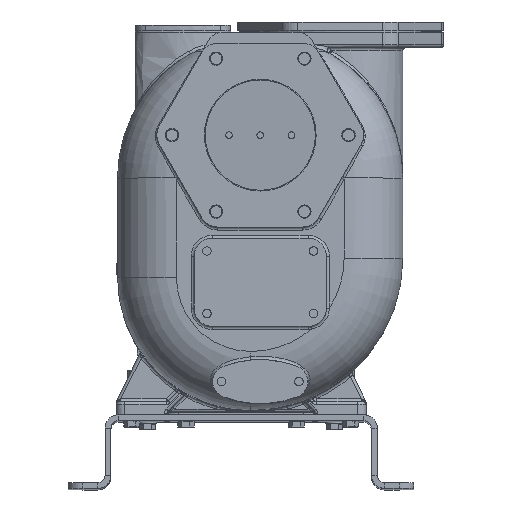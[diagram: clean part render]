
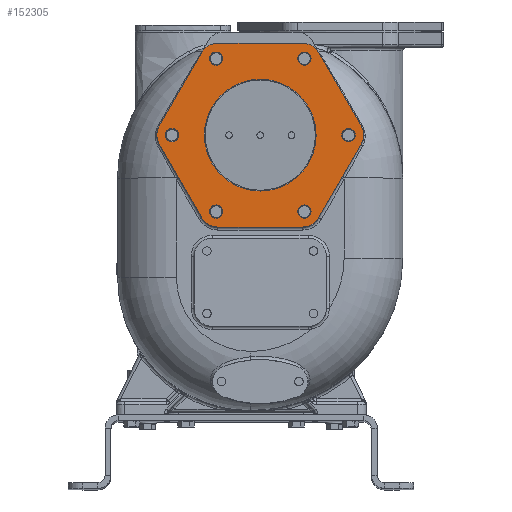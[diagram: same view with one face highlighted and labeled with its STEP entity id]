
A CAD part, top view. The second image highlights one B-rep face of the part: STEP entity #152305.
In plain terms, the highlighted planar face has unit normal (0, 0, 1).
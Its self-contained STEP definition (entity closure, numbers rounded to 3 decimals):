
#53365=CARTESIAN_POINT('',(-31.735,281.,217.5));
#53366=DIRECTION('',(0.,0.,1.));
#53367=DIRECTION('',(-0.866,-0.5,0.));
#53368=AXIS2_PLACEMENT_3D('',#53365,#53366,#53367);
#53370=DIRECTION('',(-0.5,0.866,0.));
#53371=VECTOR('',#53370,115.47);
#53372=CARTESIAN_POINT('',(-53.386,268.5,217.5));
#53373=LINE('',#53372,#53371);
#53374=CARTESIAN_POINT('',(-89.47,381.,217.5));
#53375=DIRECTION('',(0.,0.,1.));
#53376=DIRECTION('',(-0.866,0.5,0.));
#53377=AXIS2_PLACEMENT_3D('',#53374,#53375,#53376);
#53379=DIRECTION('',(0.5,0.866,0.));
#53380=VECTOR('',#53379,115.47);
#53381=CARTESIAN_POINT('',(-111.121,393.5,217.5));
#53382=LINE('',#53381,#53380);
#53383=CARTESIAN_POINT('',(-31.735,481.,217.5));
#53384=DIRECTION('',(0.,0.,1.));
#53385=DIRECTION('',(0.,1.,0.));
#53386=AXIS2_PLACEMENT_3D('',#53383,#53384,#53385);
#53388=DIRECTION('',(1.,0.,0.));
#53389=VECTOR('',#53388,115.47);
#53390=CARTESIAN_POINT('',(-31.735,506.,217.5));
#53391=LINE('',#53390,#53389);
#53392=CARTESIAN_POINT('',(83.735,481.,217.5));
#53393=DIRECTION('',(0.,0.,1.));
#53394=DIRECTION('',(0.866,0.5,0.));
#53395=AXIS2_PLACEMENT_3D('',#53392,#53393,#53394);
#53397=DIRECTION('',(0.5,-0.866,0.));
#53398=VECTOR('',#53397,115.47);
#53399=CARTESIAN_POINT('',(105.386,493.5,217.5));
#53400=LINE('',#53399,#53398);
#53401=CARTESIAN_POINT('',(141.47,381.,217.5));
#53402=DIRECTION('',(0.,0.,1.));
#53403=DIRECTION('',(0.866,-0.5,0.));
#53404=AXIS2_PLACEMENT_3D('',#53401,#53402,#53403);
#53406=DIRECTION('',(-0.5,-0.866,0.));
#53407=VECTOR('',#53406,115.47);
#53408=CARTESIAN_POINT('',(163.121,368.5,217.5));
#53409=LINE('',#53408,#53407);
#53410=CARTESIAN_POINT('',(83.735,281.,217.5));
#53411=DIRECTION('',(0.,0.,1.));
#53412=DIRECTION('',(0.,-1.,0.));
#53413=AXIS2_PLACEMENT_3D('',#53410,#53411,#53412);
#53415=DIRECTION('',(-1.,0.,0.));
#53416=VECTOR('',#53415,115.47);
#53417=CARTESIAN_POINT('',(83.735,256.,217.5));
#53418=LINE('',#53417,#53416);
#53419=CARTESIAN_POINT('',(26.,381.,217.5));
#53420=DIRECTION('',(0.,0.,-1.));
#53421=DIRECTION('',(1.,0.,0.));
#53422=AXIS2_PLACEMENT_3D('',#53419,#53420,#53421);
#53424=CARTESIAN_POINT('',(26.,381.,217.5));
#53425=DIRECTION('',(0.,0.,-1.));
#53426=DIRECTION('',(-1.,0.,0.));
#53427=AXIS2_PLACEMENT_3D('',#53424,#53425,#53426);
#53429=CARTESIAN_POINT('',(86.,484.923,217.5));
#53430=DIRECTION('',(0.,0.,1.));
#53431=DIRECTION('',(-1.,0.,0.));
#53432=AXIS2_PLACEMENT_3D('',#53429,#53430,#53431);
#53434=CARTESIAN_POINT('',(86.,484.923,217.5));
#53435=DIRECTION('',(0.,0.,1.));
#53436=DIRECTION('',(1.,0.,0.));
#53437=AXIS2_PLACEMENT_3D('',#53434,#53435,#53436);
#53439=CARTESIAN_POINT('',(146.,381.,217.5));
#53440=DIRECTION('',(0.,0.,1.));
#53441=DIRECTION('',(-0.5,0.866,0.));
#53442=AXIS2_PLACEMENT_3D('',#53439,#53440,#53441);
#53444=CARTESIAN_POINT('',(146.,381.,217.5));
#53445=DIRECTION('',(0.,0.,1.));
#53446=DIRECTION('',(0.5,-0.866,0.));
#53447=AXIS2_PLACEMENT_3D('',#53444,#53445,#53446);
#53449=CARTESIAN_POINT('',(86.,277.077,217.5));
#53450=DIRECTION('',(0.,0.,1.));
#53451=DIRECTION('',(0.5,0.866,0.));
#53452=AXIS2_PLACEMENT_3D('',#53449,#53450,#53451);
#53454=CARTESIAN_POINT('',(86.,277.077,217.5));
#53455=DIRECTION('',(0.,0.,1.));
#53456=DIRECTION('',(-0.5,-0.866,0.));
#53457=AXIS2_PLACEMENT_3D('',#53454,#53455,#53456);
#53459=CARTESIAN_POINT('',(-34.,277.077,217.5));
#53460=DIRECTION('',(0.,0.,1.));
#53461=DIRECTION('',(1.,0.,0.));
#53462=AXIS2_PLACEMENT_3D('',#53459,#53460,#53461);
#53464=CARTESIAN_POINT('',(-34.,277.077,217.5));
#53465=DIRECTION('',(0.,0.,1.));
#53466=DIRECTION('',(-1.,0.,0.));
#53467=AXIS2_PLACEMENT_3D('',#53464,#53465,#53466);
#53469=CARTESIAN_POINT('',(-94.,381.,217.5));
#53470=DIRECTION('',(0.,0.,1.));
#53471=DIRECTION('',(0.5,-0.866,0.));
#53472=AXIS2_PLACEMENT_3D('',#53469,#53470,#53471);
#53474=CARTESIAN_POINT('',(-94.,381.,217.5));
#53475=DIRECTION('',(0.,0.,1.));
#53476=DIRECTION('',(-0.5,0.866,0.));
#53477=AXIS2_PLACEMENT_3D('',#53474,#53475,#53476);
#53479=CARTESIAN_POINT('',(-34.,484.923,217.5));
#53480=DIRECTION('',(0.,0.,1.));
#53481=DIRECTION('',(-0.5,-0.866,0.));
#53482=AXIS2_PLACEMENT_3D('',#53479,#53480,#53481);
#53484=CARTESIAN_POINT('',(-34.,484.923,217.5));
#53485=DIRECTION('',(0.,0.,1.));
#53486=DIRECTION('',(0.5,0.866,0.));
#53487=AXIS2_PLACEMENT_3D('',#53484,#53485,#53486);
#76067=CARTESIAN_POINT('',(77.,484.923,217.5));
#76069=VERTEX_POINT('',#76067);
#76071=CARTESIAN_POINT('',(95.,484.923,217.5));
#76073=VERTEX_POINT('',#76071);
#76075=CARTESIAN_POINT('',(141.5,388.794,217.5));
#76077=VERTEX_POINT('',#76075);
#76079=CARTESIAN_POINT('',(150.5,373.206,217.5));
#76081=VERTEX_POINT('',#76079);
#76083=CARTESIAN_POINT('',(90.5,284.871,217.5));
#76085=VERTEX_POINT('',#76083);
#76087=CARTESIAN_POINT('',(81.5,269.283,217.5));
#76089=VERTEX_POINT('',#76087);
#76091=CARTESIAN_POINT('',(-25.,277.077,217.5));
#76093=VERTEX_POINT('',#76091);
#76095=CARTESIAN_POINT('',(-43.,277.077,217.5));
#76097=VERTEX_POINT('',#76095);
#76099=CARTESIAN_POINT('',(-89.5,373.206,217.5));
#76101=VERTEX_POINT('',#76099);
#76103=CARTESIAN_POINT('',(-98.5,388.794,217.5));
#76105=VERTEX_POINT('',#76103);
#76107=CARTESIAN_POINT('',(-38.5,477.129,217.5));
#76109=VERTEX_POINT('',#76107);
#76111=CARTESIAN_POINT('',(-29.5,492.717,217.5));
#76113=VERTEX_POINT('',#76111);
#76118=CARTESIAN_POINT('',(102.,381.,217.5));
#76119=CARTESIAN_POINT('',(-50.,381.,217.5));
#76120=VERTEX_POINT('',#76118);
#76121=VERTEX_POINT('',#76119);
#76122=CARTESIAN_POINT('',(-53.386,268.5,217.5));
#76123=CARTESIAN_POINT('',(-31.735,256.,217.5));
#76124=VERTEX_POINT('',#76122);
#76125=VERTEX_POINT('',#76123);
#76130=CARTESIAN_POINT('',(-111.121,393.5,217.5));
#76131=CARTESIAN_POINT('',(-111.121,368.5,217.5));
#76132=VERTEX_POINT('',#76130);
#76133=VERTEX_POINT('',#76131);
#76138=CARTESIAN_POINT('',(-31.735,506.,217.5));
#76139=CARTESIAN_POINT('',(-53.386,493.5,217.5));
#76140=VERTEX_POINT('',#76138);
#76141=VERTEX_POINT('',#76139);
#76146=CARTESIAN_POINT('',(105.386,493.5,217.5));
#76147=CARTESIAN_POINT('',(83.735,506.,217.5));
#76148=VERTEX_POINT('',#76146);
#76149=VERTEX_POINT('',#76147);
#76154=CARTESIAN_POINT('',(163.121,368.5,217.5));
#76155=CARTESIAN_POINT('',(163.121,393.5,217.5));
#76156=VERTEX_POINT('',#76154);
#76157=VERTEX_POINT('',#76155);
#76162=CARTESIAN_POINT('',(83.735,256.,217.5));
#76163=CARTESIAN_POINT('',(105.386,268.5,217.5));
#76164=VERTEX_POINT('',#76162);
#76165=VERTEX_POINT('',#76163);
#152233=CARTESIAN_POINT('',(26.,381.,217.5));
#152234=DIRECTION('',(0.,0.,1.));
#152235=DIRECTION('',(1.,0.,0.));
#152236=AXIS2_PLACEMENT_3D('',#152233,#152234,#152235);
#152237=PLANE('',#152236);
#152238=ORIENTED_EDGE('',*,*,#152223,.F.);
#152240=ORIENTED_EDGE('',*,*,#152239,.T.);
#152242=ORIENTED_EDGE('',*,*,#152241,.F.);
#152244=ORIENTED_EDGE('',*,*,#152243,.T.);
#152246=ORIENTED_EDGE('',*,*,#152245,.F.);
#152248=ORIENTED_EDGE('',*,*,#152247,.T.);
#152250=ORIENTED_EDGE('',*,*,#152249,.F.);
#152252=ORIENTED_EDGE('',*,*,#152251,.T.);
#152254=ORIENTED_EDGE('',*,*,#152253,.F.);
#152256=ORIENTED_EDGE('',*,*,#152255,.T.);
#152258=ORIENTED_EDGE('',*,*,#152257,.F.);
#152260=ORIENTED_EDGE('',*,*,#152259,.T.);
#152261=EDGE_LOOP('',(#152238,#152240,#152242,#152244,#152246,#152248,#152250,
#152252,#152254,#152256,#152258,#152260));
#152262=FACE_OUTER_BOUND('',#152261,.F.);
#152264=ORIENTED_EDGE('',*,*,#152263,.F.);
#152266=ORIENTED_EDGE('',*,*,#152265,.F.);
#152267=EDGE_LOOP('',(#152264,#152266));
#152268=FACE_BOUND('',#152267,.F.);
#152270=ORIENTED_EDGE('',*,*,#152269,.T.);
#152272=ORIENTED_EDGE('',*,*,#152271,.T.);
#152273=EDGE_LOOP('',(#152270,#152272));
#152274=FACE_BOUND('',#152273,.F.);
#152276=ORIENTED_EDGE('',*,*,#152275,.T.);
#152278=ORIENTED_EDGE('',*,*,#152277,.T.);
#152279=EDGE_LOOP('',(#152276,#152278));
#152280=FACE_BOUND('',#152279,.F.);
#152282=ORIENTED_EDGE('',*,*,#152281,.T.);
#152284=ORIENTED_EDGE('',*,*,#152283,.T.);
#152285=EDGE_LOOP('',(#152282,#152284));
#152286=FACE_BOUND('',#152285,.F.);
#152288=ORIENTED_EDGE('',*,*,#152287,.T.);
#152290=ORIENTED_EDGE('',*,*,#152289,.T.);
#152291=EDGE_LOOP('',(#152288,#152290));
#152292=FACE_BOUND('',#152291,.F.);
#152294=ORIENTED_EDGE('',*,*,#152293,.T.);
#152296=ORIENTED_EDGE('',*,*,#152295,.T.);
#152297=EDGE_LOOP('',(#152294,#152296));
#152298=FACE_BOUND('',#152297,.F.);
#152300=ORIENTED_EDGE('',*,*,#152299,.T.);
#152302=ORIENTED_EDGE('',*,*,#152301,.T.);
#152303=EDGE_LOOP('',(#152300,#152302));
#152304=FACE_BOUND('',#152303,.F.);
#152305=ADVANCED_FACE('',(#152262,#152268,#152274,#152280,#152286,#152292,
#152298,#152304),#152237,.T.);
#53369=CIRCLE('',#53368,25.);
#53378=CIRCLE('',#53377,25.);
#53387=CIRCLE('',#53386,25.);
#53396=CIRCLE('',#53395,25.);
#53405=CIRCLE('',#53404,25.);
#53414=CIRCLE('',#53413,25.);
#53423=CIRCLE('',#53422,76.);
#53428=CIRCLE('',#53427,76.);
#53433=CIRCLE('',#53432,9.);
#53438=CIRCLE('',#53437,9.);
#53443=CIRCLE('',#53442,9.);
#53448=CIRCLE('',#53447,9.);
#53453=CIRCLE('',#53452,9.);
#53458=CIRCLE('',#53457,9.);
#53463=CIRCLE('',#53462,9.);
#53468=CIRCLE('',#53467,9.);
#53473=CIRCLE('',#53472,9.);
#53478=CIRCLE('',#53477,9.);
#53483=CIRCLE('',#53482,9.);
#53488=CIRCLE('',#53487,9.);
#152223=EDGE_CURVE('',#76124,#76125,#53369,.T.);
#152239=EDGE_CURVE('',#76124,#76133,#53373,.T.);
#152241=EDGE_CURVE('',#76132,#76133,#53378,.T.);
#152243=EDGE_CURVE('',#76132,#76141,#53382,.T.);
#152245=EDGE_CURVE('',#76140,#76141,#53387,.T.);
#152247=EDGE_CURVE('',#76140,#76149,#53391,.T.);
#152249=EDGE_CURVE('',#76148,#76149,#53396,.T.);
#152251=EDGE_CURVE('',#76148,#76157,#53400,.T.);
#152253=EDGE_CURVE('',#76156,#76157,#53405,.T.);
#152255=EDGE_CURVE('',#76156,#76165,#53409,.T.);
#152257=EDGE_CURVE('',#76164,#76165,#53414,.T.);
#152259=EDGE_CURVE('',#76164,#76125,#53418,.T.);
#152263=EDGE_CURVE('',#76120,#76121,#53423,.T.);
#152265=EDGE_CURVE('',#76121,#76120,#53428,.T.);
#152269=EDGE_CURVE('',#76069,#76073,#53433,.T.);
#152271=EDGE_CURVE('',#76073,#76069,#53438,.T.);
#152275=EDGE_CURVE('',#76077,#76081,#53443,.T.);
#152277=EDGE_CURVE('',#76081,#76077,#53448,.T.);
#152281=EDGE_CURVE('',#76085,#76089,#53453,.T.);
#152283=EDGE_CURVE('',#76089,#76085,#53458,.T.);
#152287=EDGE_CURVE('',#76093,#76097,#53463,.T.);
#152289=EDGE_CURVE('',#76097,#76093,#53468,.T.);
#152293=EDGE_CURVE('',#76101,#76105,#53473,.T.);
#152295=EDGE_CURVE('',#76105,#76101,#53478,.T.);
#152299=EDGE_CURVE('',#76109,#76113,#53483,.T.);
#152301=EDGE_CURVE('',#76113,#76109,#53488,.T.);
